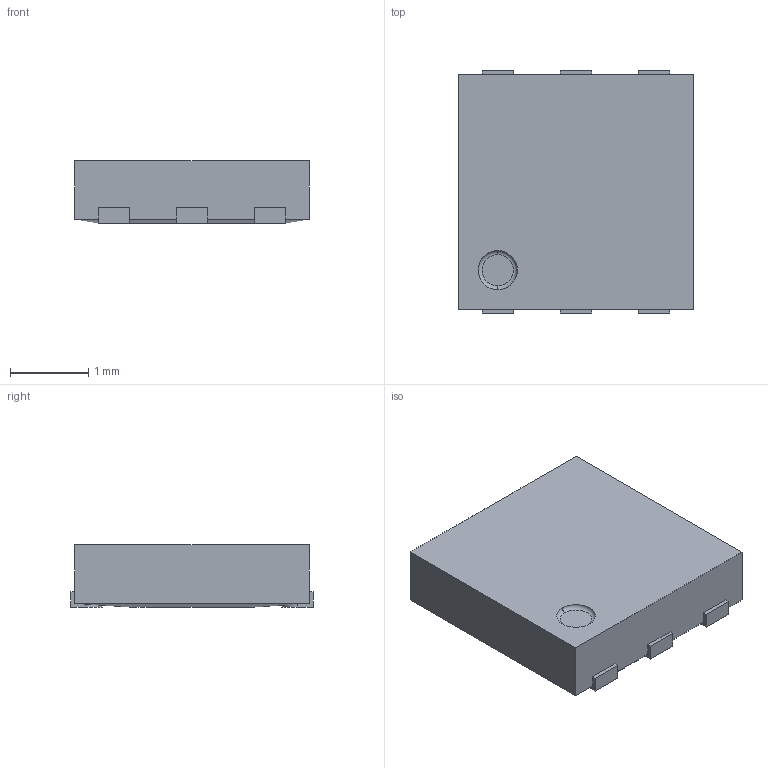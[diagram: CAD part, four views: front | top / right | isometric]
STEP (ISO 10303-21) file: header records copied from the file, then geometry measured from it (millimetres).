
FILE_DESCRIPTION (( 'STEP AP214' ), '1' );
FILE_NAME ( 'SON100P300X300X80-7T150X240.STEP', '2015-11-18T13:35:34', ( '' ), ( '' ), 'FPX Expert 2013', 'PCB Libraries', '' );
FILE_SCHEMA (( 'AUTOMOTIVE_DESIGN' ));
Length unit declared in the file: millimetre
Products named in the file (1): SON100P300X300X80-7T150X240
Bounding box: 3 x 3.1 x 0.8 mm (x, y, z)
Volume: 6.9 mm3; surface area: 40.1 mm2
Topology: 8 solids, 8 shells, 82 faces, 192 edges, 128 vertices
Faces by surface type: plane 62, cylinder 18, torus 2
Entity records: 2659 total; most frequent: CARTESIAN_POINT 403, DIRECTION 400, ORIENTED_EDGE 384, EDGE_CURVE 192, VECTOR 150, LINE 150, VERTEX_POINT 128, AXIS2_PLACEMENT_3D 125
